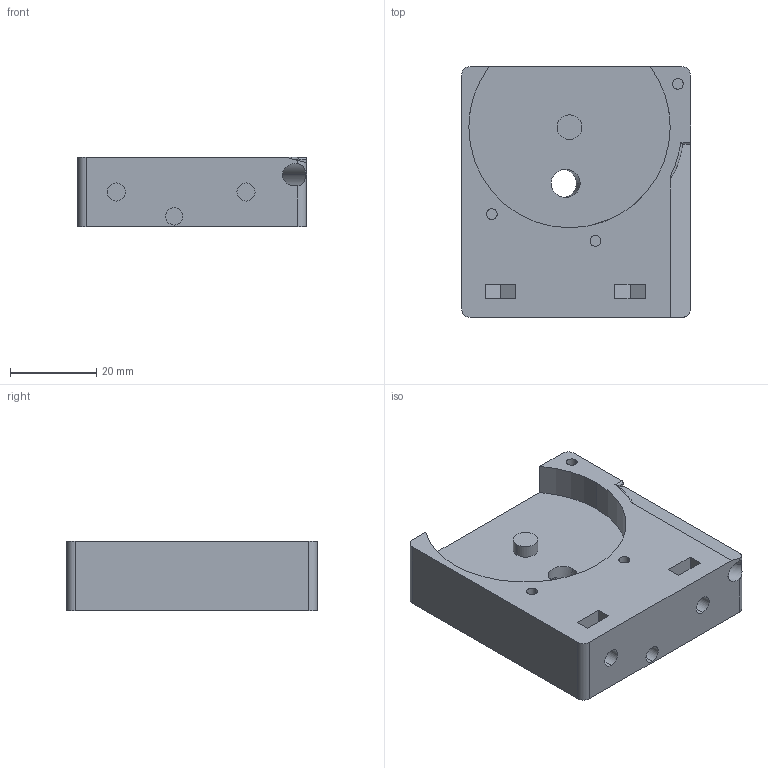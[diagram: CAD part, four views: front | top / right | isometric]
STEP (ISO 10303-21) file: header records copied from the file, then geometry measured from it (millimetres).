
FILE_DESCRIPTION (( 'STEP AP214' ), '1' );
FILE_NAME ('New OVIO holder.STEP', '2021-02-09T23:10:49', ( '' ), ( '' ), 'SwSTEP 2.0', 'SolidWorks 2020', '' );
FILE_SCHEMA (( 'AUTOMOTIVE_DESIGN' ));
Length unit declared in the file: millimetre
Products named in the file (1): New OVIO holder
Bounding box: 53 x 58 x 16 mm (x, y, z)
Volume: 35860.8 mm3; surface area: 11818.2 mm2
Topology: 1 solids, 1 shells, 65 faces, 167 edges, 111 vertices
Faces by surface type: cylinder 33, plane 31, torus 1
Entity records: 2143 total; most frequent: CARTESIAN_POINT 488, DIRECTION 337, ORIENTED_EDGE 334, EDGE_CURVE 167, AXIS2_PLACEMENT_3D 120, VERTEX_POINT 111, LINE 97, VECTOR 97
